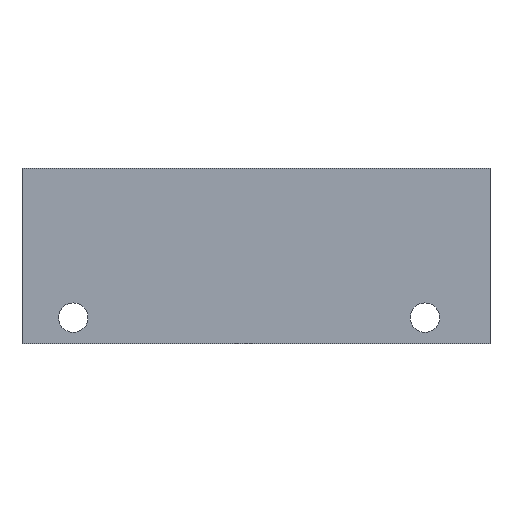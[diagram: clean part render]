
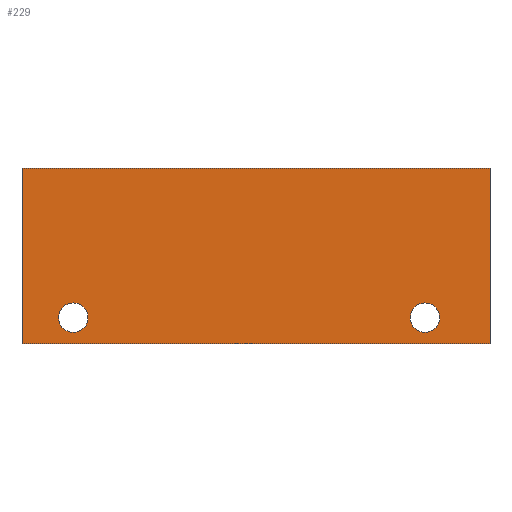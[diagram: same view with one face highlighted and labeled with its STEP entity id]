
A CAD part, front view. The second image highlights one B-rep face of the part: STEP entity #229.
In plain terms, the highlighted planar face has unit normal (0, -1, 0).
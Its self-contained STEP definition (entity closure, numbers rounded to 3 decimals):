
#115=CARTESIAN_POINT('Vertex',(0.,-16.51,6.35)) ;
#118=CARTESIAN_POINT('Line Origine',(25.4,-16.51,6.35)) ;
#122=CARTESIAN_POINT('Vertex',(50.8,-16.51,6.35)) ;
#137=CARTESIAN_POINT('Line Origine',(25.4,-16.51,-12.7)) ;
#141=CARTESIAN_POINT('Vertex',(0.,-16.51,-12.7)) ;
#143=CARTESIAN_POINT('Vertex',(50.8,-16.51,-12.7)) ;
#172=CARTESIAN_POINT('Axis2P3D Location',(0.,-16.51,-12.7)) ;
#177=CARTESIAN_POINT('Line Origine',(0.,-16.51,-3.175)) ;
#182=CARTESIAN_POINT('Line Origine',(50.8,-16.51,-3.175)) ;
#193=CARTESIAN_POINT('Axis2P3D Location',(5.562,-16.51,-9.865)) ;
#197=CARTESIAN_POINT('Vertex',(3.962,-16.51,-9.865)) ;
#199=CARTESIAN_POINT('Vertex',(7.162,-16.51,-9.865)) ;
#202=CARTESIAN_POINT('Axis2P3D Location',(5.562,-16.51,-9.865)) ;
#211=CARTESIAN_POINT('Axis2P3D Location',(43.739,-16.51,-9.865)) ;
#215=CARTESIAN_POINT('Vertex',(42.139,-16.51,-9.865)) ;
#217=CARTESIAN_POINT('Vertex',(45.34,-16.51,-9.865)) ;
#220=CARTESIAN_POINT('Axis2P3D Location',(43.739,-16.51,-9.865)) ;
#120=VECTOR('Line Direction',#119,1.) ;
#139=VECTOR('Line Direction',#138,1.) ;
#179=VECTOR('Line Direction',#178,1.) ;
#184=VECTOR('Line Direction',#183,1.) ;
#119=DIRECTION('Vector Direction',(1.,0.,0.)) ;
#138=DIRECTION('Vector Direction',(1.,0.,0.)) ;
#173=DIRECTION('Axis2P3D Direction',(0.,1.,0.)) ;
#174=DIRECTION('Axis2P3D XDirection',(0.,0.,1.)) ;
#178=DIRECTION('Vector Direction',(0.,0.,1.)) ;
#183=DIRECTION('Vector Direction',(0.,0.,1.)) ;
#194=DIRECTION('Axis2P3D Direction',(0.,1.,0.)) ;
#203=DIRECTION('Axis2P3D Direction',(0.,1.,0.)) ;
#212=DIRECTION('Axis2P3D Direction',(0.,1.,0.)) ;
#221=DIRECTION('Axis2P3D Direction',(0.,1.,0.)) ;
#175=AXIS2_PLACEMENT_3D('Plane Axis2P3D',#172,#173,#174) ;
#195=AXIS2_PLACEMENT_3D('Circle Axis2P3D',#193,#194,$) ;
#204=AXIS2_PLACEMENT_3D('Circle Axis2P3D',#202,#203,$) ;
#213=AXIS2_PLACEMENT_3D('Circle Axis2P3D',#211,#212,$) ;
#222=AXIS2_PLACEMENT_3D('Circle Axis2P3D',#220,#221,$) ;
#121=LINE('Line',#118,#120) ;
#140=LINE('Line',#137,#139) ;
#180=LINE('Line',#177,#179) ;
#185=LINE('Line',#182,#184) ;
#196=CIRCLE('generated circle',#195,1.6) ;
#205=CIRCLE('generated circle',#204,1.6) ;
#214=CIRCLE('generated circle',#213,1.6) ;
#223=CIRCLE('generated circle',#222,1.6) ;
#176=PLANE('',#175) ;
#210=FACE_BOUND('',#207,.T.) ;
#228=FACE_BOUND('',#225,.T.) ;
#124=EDGE_CURVE('',#116,#123,#121,.T.) ;
#145=EDGE_CURVE('',#142,#144,#140,.T.) ;
#181=EDGE_CURVE('',#116,#142,#180,.F.) ;
#186=EDGE_CURVE('',#123,#144,#185,.F.) ;
#201=EDGE_CURVE('',#198,#200,#196,.F.) ;
#206=EDGE_CURVE('',#200,#198,#205,.F.) ;
#219=EDGE_CURVE('',#216,#218,#214,.F.) ;
#224=EDGE_CURVE('',#218,#216,#223,.F.) ;
#188=ORIENTED_EDGE('',*,*,#124,.F.) ;
#189=ORIENTED_EDGE('',*,*,#181,.T.) ;
#190=ORIENTED_EDGE('',*,*,#145,.T.) ;
#191=ORIENTED_EDGE('',*,*,#186,.F.) ;
#208=ORIENTED_EDGE('',*,*,#201,.F.) ;
#209=ORIENTED_EDGE('',*,*,#206,.F.) ;
#226=ORIENTED_EDGE('',*,*,#219,.F.) ;
#227=ORIENTED_EDGE('',*,*,#224,.F.) ;
#187=EDGE_LOOP('',(#188,#189,#190,#191)) ;
#207=EDGE_LOOP('',(#208,#209)) ;
#225=EDGE_LOOP('',(#226,#227)) ;
#116=VERTEX_POINT('',#115) ;
#123=VERTEX_POINT('',#122) ;
#142=VERTEX_POINT('',#141) ;
#144=VERTEX_POINT('',#143) ;
#198=VERTEX_POINT('',#197) ;
#200=VERTEX_POINT('',#199) ;
#216=VERTEX_POINT('',#215) ;
#218=VERTEX_POINT('',#217) ;
#229=ADVANCED_FACE('PartBody',(#192,#210,#228),#176,.F.) ;
#192=FACE_OUTER_BOUND('',#187,.T.) ;
